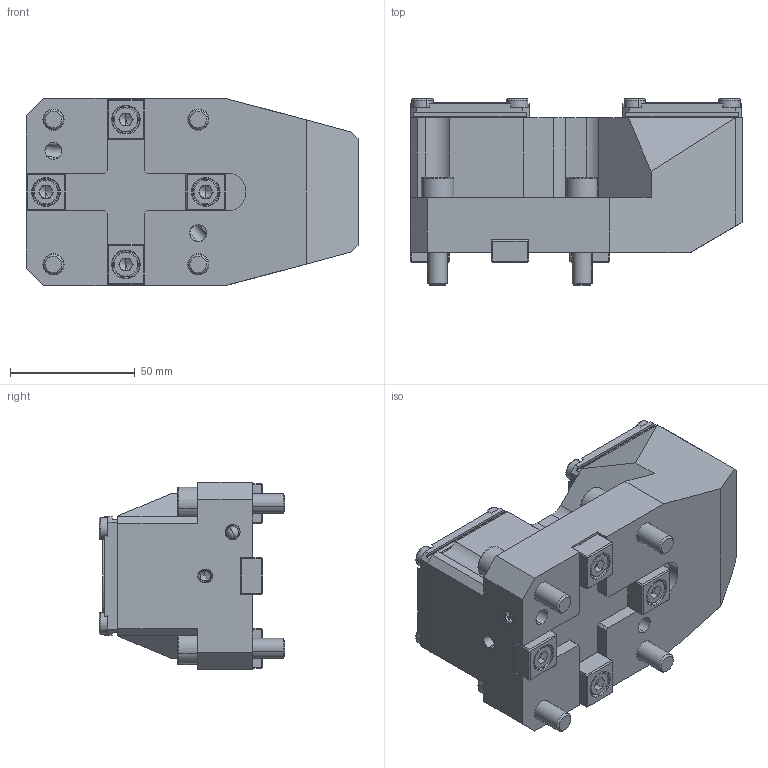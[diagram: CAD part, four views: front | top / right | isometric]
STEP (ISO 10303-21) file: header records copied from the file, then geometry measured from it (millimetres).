
FILE_DESCRIPTION (( 'STEP AP214' ), '1' );
FILE_NAME ('RER.PS4.B45.060-21.STEP', '2024-02-13T10:49:39', ( '' ), ( '' ), 'SwSTEP 2.0', 'SolidWorks 2022', '' );
FILE_SCHEMA (( 'AUTOMOTIVE_DESIGN' ));
Length unit declared in the file: millimetre
Products named in the file (18): U40-PS4.023.006_D; RER.PS4.B45.060-21; ISO 4762 - M8 x 35; KVT_MB_600_060; U40-PS4.048.006; DIN 3771 - 37x1.5; U40-PS4.ERx.010_A_Links gewinde; BM5-ER1.015.009_A; U40-PS4.ER1.025_B; RER-PS4.B45.060-21_A; DIN 6325_ø3x10_2x6; ISO 4762 - M6 x 8_PreviewCfg; ISO 4762 - M3 x 25-12.9_PreviewCfg; DIN 3771 - 38x1.5; DIN 6325_ø2.5x8_2x6; U40-PS4.ER1.036_A; U40-PS4.ERx.010_A; DIN 7984 - M5 x 16
Assembly tree (34 placements, depth 3):
  RER.PS4.B45.060-21
    RER-PS4.B45.060-21_A
    U40-PS4.048.006  x2
      U40-PS4.ER1.025_B
      U40-PS4.ERx.010_A
      U40-PS4.ERx.010_A_Links gewinde
      U40-PS4.ER1.036_A
      U40-PS4.023.006_D
      DIN 7984 - M5 x 16
      DIN 6325_ø2.5x8_2x6
      DIN 3771 - 37x1.5
      ISO 4762 - M3 x 25-12.9_PreviewCfg
      DIN 6325_ø3x10_2x6
      DIN 3771 - 38x1.5
    KVT_MB_600_060  x3
    BM5-ER1.015.009_A  x4
    ISO 4762 - M6 x 8_PreviewCfg  x4
    ISO 4762 - M8 x 35  x4
Bounding box: 133 x 74.5 x 75 mm (x, y, z)
Volume: 349122.2 mm3; surface area: 119958.4 mm2
Topology: 51 solids, 51 shells, 1728 faces, 4108 edges, 2441 vertices
Faces by surface type: plane 735, cone 433, cylinder 388, torus 138, sphere 30, bspline 4
Entity records: 24902 total; most frequent: CARTESIAN_POINT 5526, DIRECTION 3790, ORIENTED_EDGE 3588, EDGE_CURVE 1794, AXIS2_PLACEMENT_3D 1452, VERTEX_POINT 1104, VECTOR 886, LINE 886
